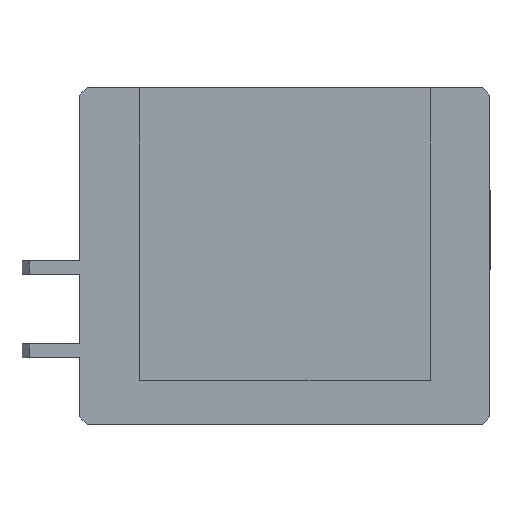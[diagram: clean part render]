
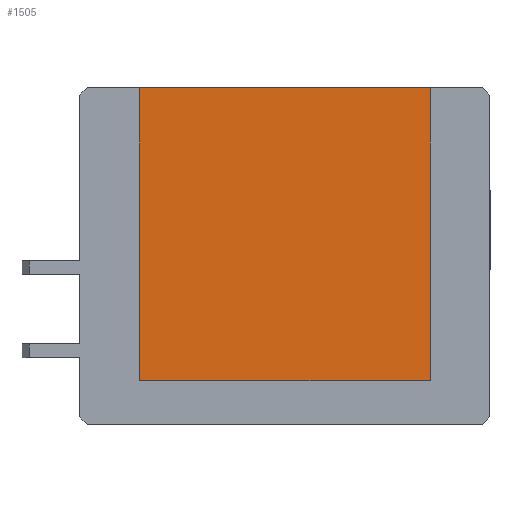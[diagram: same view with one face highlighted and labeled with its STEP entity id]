
A CAD part, front view. The second image highlights one B-rep face of the part: STEP entity #1505.
In plain terms, the highlighted planar face has unit normal (0, -1, 0).
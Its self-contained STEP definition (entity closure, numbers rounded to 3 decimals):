
#37 = CARTESIAN_POINT ( 'NONE',  ( 0., 20.648, 0. ) ) ;
#66 = LINE ( 'NONE', #1019, #109 ) ;
#109 = VECTOR ( 'NONE', #174, 1000. ) ;
#167 = LINE ( 'NONE', #1749, #520 ) ;
#174 = DIRECTION ( 'NONE',  ( 0., 0., -1. ) ) ;
#194 = VECTOR ( 'NONE', #1689, 1000. ) ;
#204 = CARTESIAN_POINT ( 'NONE',  ( -73.289, 20.648, -12.343 ) ) ;
#340 = VERTEX_POINT ( 'NONE', #968 ) ;
#362 = VERTEX_POINT ( 'NONE', #821 ) ;
#407 = CARTESIAN_POINT ( 'NONE',  ( -73.289, 20.648, -12.343 ) ) ;
#415 = ORIENTED_EDGE ( 'NONE', *, *, #776, .T. ) ;
#440 = FACE_OUTER_BOUND ( 'NONE', #719, .T. ) ;
#479 = EDGE_CURVE ( 'NONE', #340, #1048, #66, .T. ) ;
#520 = VECTOR ( 'NONE', #1010, 1000. ) ;
#528 = ORIENTED_EDGE ( 'NONE', *, *, #1558, .T. ) ;
#719 = EDGE_LOOP ( 'NONE', ( #1166, #415, #528, #1549 ) ) ;
#776 = EDGE_CURVE ( 'NONE', #1048, #1804, #1111, .T. ) ;
#821 = CARTESIAN_POINT ( 'NONE',  ( -33.089, 20.648, 28.157 ) ) ;
#968 = CARTESIAN_POINT ( 'NONE',  ( -73.289, 20.648, 28.157 ) ) ;
#1010 = DIRECTION ( 'NONE',  ( 0., 0., 1. ) ) ;
#1019 = CARTESIAN_POINT ( 'NONE',  ( -73.289, 20.648, 28.157 ) ) ;
#1048 = VERTEX_POINT ( 'NONE', #204 ) ;
#1111 = LINE ( 'NONE', #407, #1291 ) ;
#1129 = CARTESIAN_POINT ( 'NONE',  ( -73.289, 20.648, 28.157 ) ) ;
#1132 = DIRECTION ( 'NONE',  ( 1., 0., 0. ) ) ;
#1160 = DIRECTION ( 'NONE',  ( 0., -1., 0. ) ) ;
#1166 = ORIENTED_EDGE ( 'NONE', *, *, #479, .T. ) ;
#1260 = AXIS2_PLACEMENT_3D ( 'NONE', #37, #1160, #1597 ) ;
#1291 = VECTOR ( 'NONE', #1132, 1000. ) ;
#1302 = CARTESIAN_POINT ( 'NONE',  ( -33.089, 20.648, -12.343 ) ) ;
#1308 = PLANE ( 'NONE',  #1260 ) ;
#1505 = ADVANCED_FACE ( 'NONE', ( #440 ), #1308, .T. ) ;
#1549 = ORIENTED_EDGE ( 'NONE', *, *, #1757, .T. ) ;
#1558 = EDGE_CURVE ( 'NONE', #1804, #362, #167, .T. ) ;
#1597 = DIRECTION ( 'NONE',  ( 0., 0., -1. ) ) ;
#1689 = DIRECTION ( 'NONE',  ( -1., 0., 0. ) ) ;
#1749 = CARTESIAN_POINT ( 'NONE',  ( -33.089, 20.648, -12.343 ) ) ;
#1757 = EDGE_CURVE ( 'NONE', #362, #340, #1829, .T. ) ;
#1804 = VERTEX_POINT ( 'NONE', #1302 ) ;
#1829 = LINE ( 'NONE', #1129, #194 ) ;
